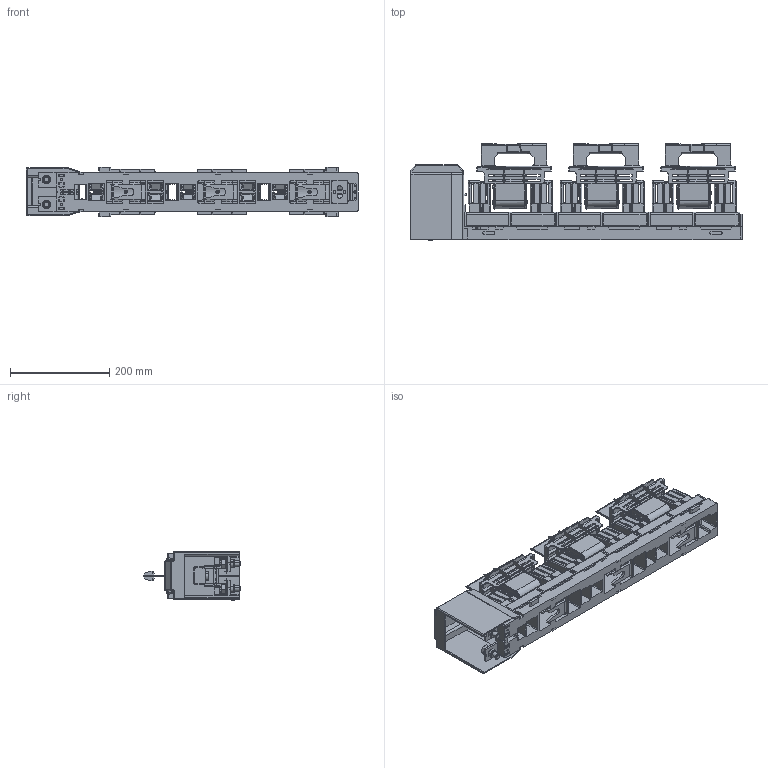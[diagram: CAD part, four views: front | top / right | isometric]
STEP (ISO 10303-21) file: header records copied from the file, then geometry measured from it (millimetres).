
FILE_DESCRIPTION (( 'STEP AP203' ), '1' );
FILE_NAME ('ÏÄÏ -Ð 3-M 630A Ó.STEP', '2022-10-17T19:37:14', ( '' ), ( '' ), 'SwSTEP 2.0', 'SolidWorks 2018', '' );
FILE_SCHEMA (( 'CONFIG_CONTROL_DESIGN' ));
Products named in the file (1): ﾏﾄﾏ-ﾐ 3-M630A ﾓ
Bounding box: 668 x 194.69 x 99 mm (x, y, z)
Surface area: 795977.9 mm2 (no closed solid volume)
Topology: 0 solids, 105 shells, 3288 faces, 12586 edges, 8990 vertices
Faces by surface type: plane 1843, cylinder 921, cone 224, torus 148, sphere 128, bspline 24
Entity records: 155200 total; most frequent: CARTESIAN_POINT 58422, ORIENTED_EDGE 19922, DIRECTION 17227, EDGE_CURVE 12538, VERTEX_POINT 8990, LINE 6359, VECTOR 6359, AXIS2_PLACEMENT_3D 5434
